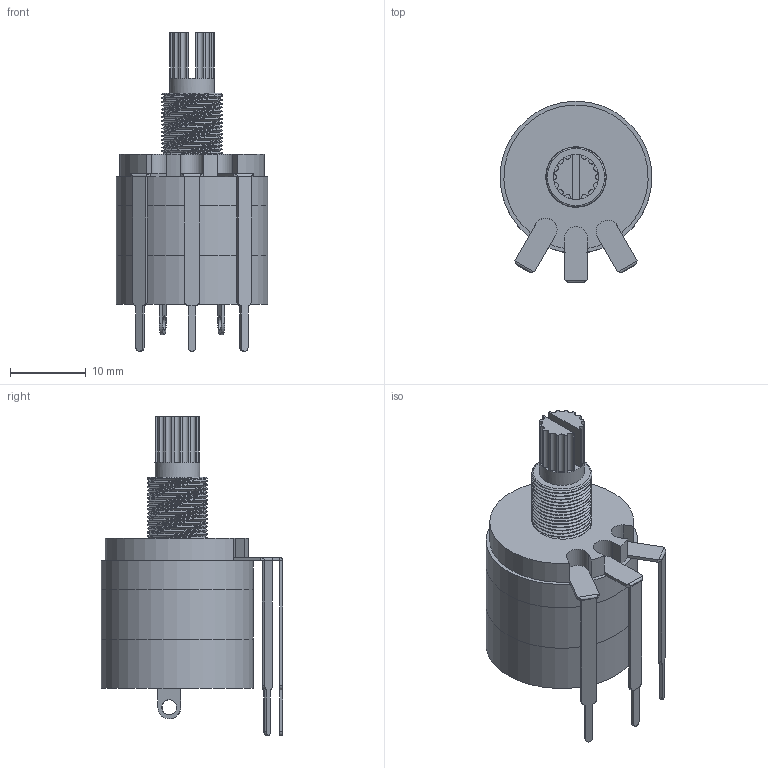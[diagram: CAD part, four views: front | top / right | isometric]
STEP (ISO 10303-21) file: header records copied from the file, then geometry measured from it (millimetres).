
FILE_DESCRIPTION(/* description */ (''),/* implementation_level */ '2;1');
FILE_NAME(/* name */ 'Pot_B600K v14.step',/* time_stamp */ '2024-09-14T11:06:50+06:00',/* author */ (''),/* organization */ (''),/* preprocessor_version */ 'ST-DEVELOPER v20',/* originating_system */ 'Autodesk Translation Framework v13.14.0.145',/* authorisation */ '');
FILE_SCHEMA (('AUTOMOTIVE_DESIGN { 1 0 10303 214 3 1 1 }'));
Length unit declared in the file: millimetre
Products named in the file (1): Pot_B600K
Bounding box: 20 x 23.89 x 42 mm (x, y, z)
Volume: 6667.4 mm3; surface area: 4872.2 mm2
Topology: 11 solids, 11 shells, 176 faces, 453 edges, 300 vertices
Faces by surface type: plane 93, cylinder 80, bspline 2, torus 1
Full cylindrical faces by diameter (mm): 2 x2, 5.9 x1, 7.351 x6, 7.927 x11, 20 x3
Entity records: 7478 total; most frequent: CARTESIAN_POINT 3144, ORIENTED_EDGE 906, DIRECTION 869, EDGE_CURVE 453, AXIS2_PLACEMENT_3D 311, VERTEX_POINT 300, LINE 247, VECTOR 247
